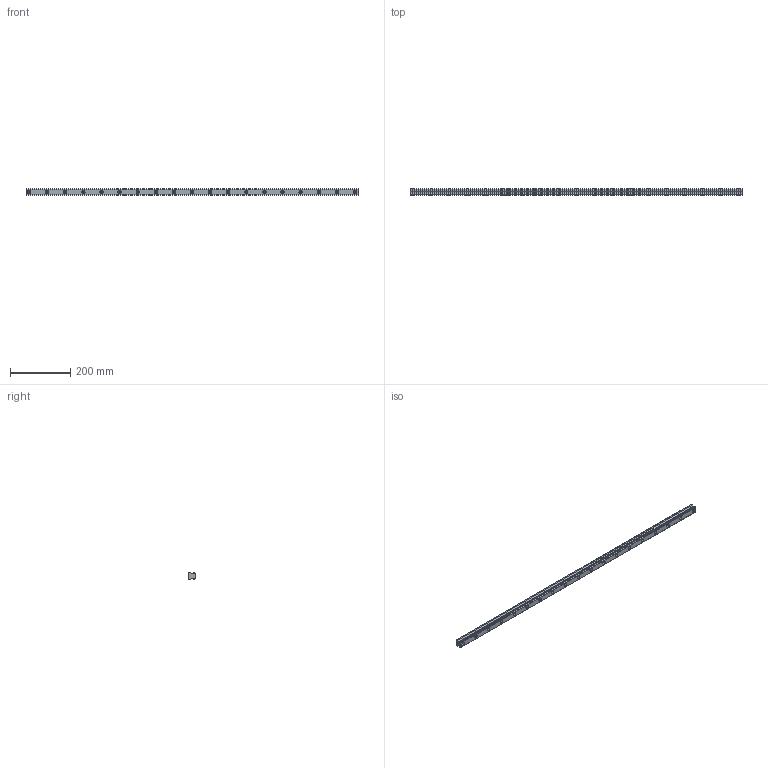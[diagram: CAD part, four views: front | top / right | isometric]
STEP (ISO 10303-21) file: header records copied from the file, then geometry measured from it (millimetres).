
FILE_DESCRIPTION(('Open CASCADE Model'),'2;1');
FILE_NAME('Open CASCADE Shape Model','2021-04-08T10:47:10',('Author'),( 'Open CASCADE'),'Open CASCADE STEP processor 7.4','Open CASCADE 7.4' ,'Unknown');
FILE_SCHEMA(('CONFIG_CONTROL_DESIGN'));
Length unit declared in the file: millimetre
Products named in the file (1): 0000024789 46
Bounding box: 1100 x 22 x 23 mm (x, y, z)
Volume: 454531.5 mm3; surface area: 111451.7 mm2
Topology: 1 solids, 1 shells, 121 faces, 300 edges, 200 vertices
Faces by surface type: cylinder 80, plane 41
Entity records: 7942 total; most frequent: CARTESIAN_POINT 1726, DIRECTION 1220, ORIENTED_EDGE 600, PCURVE 600, DEFINITIONAL_REPRESENTATION 600, LINE 580, VECTOR 580, EDGE_CURVE 300
